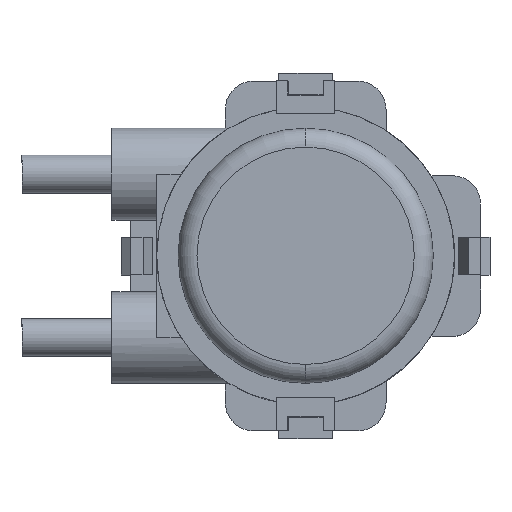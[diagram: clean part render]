
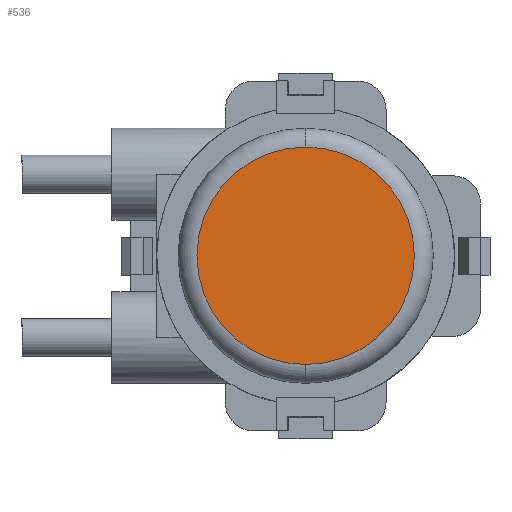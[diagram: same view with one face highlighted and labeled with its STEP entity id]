
A CAD part, top view. The second image highlights one B-rep face of the part: STEP entity #536.
In plain terms, the highlighted planar face has unit normal (0, 0, 1).
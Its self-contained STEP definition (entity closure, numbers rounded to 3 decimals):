
#198 = EDGE_CURVE ( 'NONE', #3471, #3550, #3128, .T. ) ;
#361 = FACE_OUTER_BOUND ( 'NONE', #4123, .T. ) ;
#536 = ADVANCED_FACE ( 'NONE', ( #361 ), #3394, .T. ) ;
#697 = AXIS2_PLACEMENT_3D ( 'NONE', #5124, #4614, #5092 ) ;
#794 = DIRECTION ( 'NONE',  ( 0., 0., 1. ) ) ;
#1285 = AXIS2_PLACEMENT_3D ( 'NONE', #1363, #794, #5432 ) ;
#1363 = CARTESIAN_POINT ( 'NONE',  ( 0., 0., 23.5 ) ) ;
#1873 = ORIENTED_EDGE ( 'NONE', *, *, #198, .T. ) ;
#2237 = ORIENTED_EDGE ( 'NONE', *, *, #4999, .T. ) ;
#2255 = CIRCLE ( 'NONE', #697, 11.5 ) ;
#2473 = DIRECTION ( 'NONE',  ( 0., 1., 0. ) ) ;
#2830 = CARTESIAN_POINT ( 'NONE',  ( 0., 11.5, 23.5 ) ) ;
#3128 = CIRCLE ( 'NONE', #1285, 11.5 ) ;
#3394 = PLANE ( 'NONE',  #5514 ) ;
#3471 = VERTEX_POINT ( 'NONE', #3738 ) ;
#3550 = VERTEX_POINT ( 'NONE', #2830 ) ;
#3738 = CARTESIAN_POINT ( 'NONE',  ( 0., -11.5, 23.5 ) ) ;
#4040 = CARTESIAN_POINT ( 'NONE',  ( 0., 0., 23.5 ) ) ;
#4123 = EDGE_LOOP ( 'NONE', ( #2237, #1873 ) ) ;
#4614 = DIRECTION ( 'NONE',  ( 0., 0., 1. ) ) ;
#4999 = EDGE_CURVE ( 'NONE', #3550, #3471, #2255, .T. ) ;
#5092 = DIRECTION ( 'NONE',  ( 0., 1., 0. ) ) ;
#5124 = CARTESIAN_POINT ( 'NONE',  ( 0., 0., 23.5 ) ) ;
#5432 = DIRECTION ( 'NONE',  ( 0., 1., 0. ) ) ;
#5514 = AXIS2_PLACEMENT_3D ( 'NONE', #4040, #5819, #2473 ) ;
#5819 = DIRECTION ( 'NONE',  ( 0., 0., 1. ) ) ;
